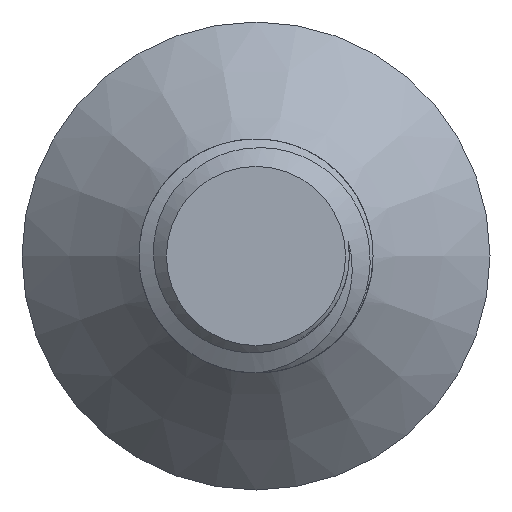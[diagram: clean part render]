
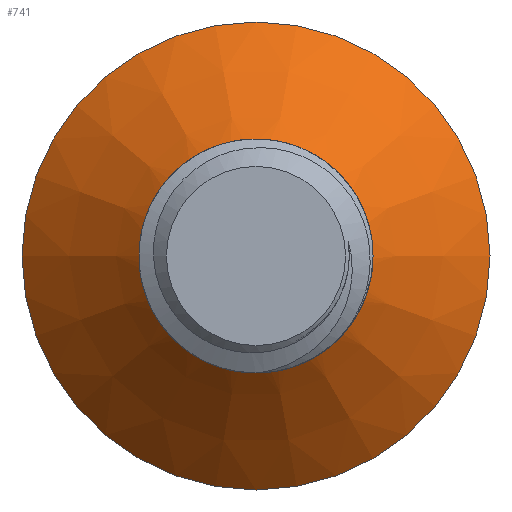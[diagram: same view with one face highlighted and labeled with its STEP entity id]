
A CAD part, left-side view. The second image highlights one B-rep face of the part: STEP entity #741.
In plain terms, the highlighted conical face has half-angle 45 degrees and reference radius 4 mm.
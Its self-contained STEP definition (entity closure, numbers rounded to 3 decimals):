
#38=CONICAL_SURFACE('',#804,4.,0.785);
#69=FACE_OUTER_BOUND('',#114,.T.);
#114=EDGE_LOOP('',(#559,#560,#561,#562,#563,#564,#565,#566));
#136=CIRCLE('',#778,4.);
#139=CIRCLE('',#805,8.);
#140=CIRCLE('',#806,3.188);
#195=B_SPLINE_CURVE_WITH_KNOTS('',3,(#2722,#2723,#2724,#2725,#2726,#2727,
#2728,#2729,#2730,#2731,#2732,#2733,#2734,#2735,#2736,#2737),
 .UNSPECIFIED.,.F.,.F.,(4,2,2,2,2,2,2,4),(1.128,1.216,
1.395,1.6,1.827,2.086,2.252,
2.42),.UNSPECIFIED.);
#196=B_SPLINE_CURVE_WITH_KNOTS('',3,(#2739,#2740,#2741,#2742,#2743,#2744,
#2745,#2746,#2747,#2748,#2749,#2750,#2751,#2752),.UNSPECIFIED.,.F.,.F.,
(4,2,2,2,2,2,4),(0.,0.087,0.172,0.284,
0.371,0.45,0.56),.UNSPECIFIED.);
#197=B_SPLINE_CURVE_WITH_KNOTS('',3,(#2755,#2756,#2757,#2758,#2759,#2760,
#2761,#2762,#2763,#2764,#2765,#2766,#2767,#2768,#2769,#2770,#2771,#2772,
#2773,#2774,#2775,#2776,#2777,#2778,#2779,#2780,#2781,#2782),
 .UNSPECIFIED.,.F.,.F.,(4,2,2,2,2,2,2,2,2,2,2,2,2,4),(0.,
0.084,0.141,0.206,0.282,
0.365,0.462,0.568,0.622,0.734,
0.789,0.914,1.055,1.128),
 .UNSPECIFIED.);
#228=LINE('',#2721,#266);
#266=VECTOR('',#919,4.);
#283=VERTEX_POINT('',#996);
#284=VERTEX_POINT('',#1031);
#333=VERTEX_POINT('',#2718);
#334=VERTEX_POINT('',#2720);
#335=VERTEX_POINT('',#2738);
#336=VERTEX_POINT('',#2753);
#354=EDGE_CURVE('',#284,#283,#136,.T.);
#425=EDGE_CURVE('',#333,#333,#139,.T.);
#426=EDGE_CURVE('',#333,#334,#228,.T.);
#427=EDGE_CURVE('',#334,#284,#195,.T.);
#428=EDGE_CURVE('',#283,#335,#196,.T.);
#429=EDGE_CURVE('',#335,#336,#140,.T.);
#430=EDGE_CURVE('',#336,#334,#197,.T.);
#559=ORIENTED_EDGE('',*,*,#425,.F.);
#560=ORIENTED_EDGE('',*,*,#426,.T.);
#561=ORIENTED_EDGE('',*,*,#427,.T.);
#562=ORIENTED_EDGE('',*,*,#354,.T.);
#563=ORIENTED_EDGE('',*,*,#428,.T.);
#564=ORIENTED_EDGE('',*,*,#429,.T.);
#565=ORIENTED_EDGE('',*,*,#430,.T.);
#566=ORIENTED_EDGE('',*,*,#426,.F.);
#741=ADVANCED_FACE('',(#69),#38,.T.);
#778=AXIS2_PLACEMENT_3D('',#1032,#841,#842);
#804=AXIS2_PLACEMENT_3D('',#2717,#915,#916);
#805=AXIS2_PLACEMENT_3D('',#2719,#917,#918);
#806=AXIS2_PLACEMENT_3D('',#2754,#920,#921);
#841=DIRECTION('center_axis',(0.,0.,1.));
#842=DIRECTION('ref_axis',(0.,-1.,0.));
#915=DIRECTION('center_axis',(0.,0.,1.));
#916=DIRECTION('ref_axis',(0.,-1.,0.));
#917=DIRECTION('center_axis',(0.,0.,1.));
#918=DIRECTION('ref_axis',(0.,-1.,0.));
#919=DIRECTION('',(0.,-0.707,-0.707));
#920=DIRECTION('center_axis',(0.,0.,1.));
#921=DIRECTION('ref_axis',(1.,0.,0.));
#996=CARTESIAN_POINT('',(-0.516,-3.967,-4.4));
#1031=CARTESIAN_POINT('',(-3.17,-2.44,-4.4));
#1032=CARTESIAN_POINT('Origin',(0.,0.,-4.4));
#2717=CARTESIAN_POINT('Origin',(0.,0.,-4.4));
#2718=CARTESIAN_POINT('',(0.,8.,-0.4));
#2719=CARTESIAN_POINT('Origin',(0.,0.,-0.4));
#2720=CARTESIAN_POINT('',(0.,3.719,-4.681));
#2721=CARTESIAN_POINT('',(0.,4.,-4.4));
#2722=CARTESIAN_POINT('Ctrl Pts',(0.,3.719,
-4.681));
#2723=CARTESIAN_POINT('Ctrl Pts',(-0.273,3.727,-4.673));
#2724=CARTESIAN_POINT('Ctrl Pts',(-0.531,3.706,-4.664));
#2725=CARTESIAN_POINT('Ctrl Pts',(-1.25,3.58,-4.639));
#2726=CARTESIAN_POINT('Ctrl Pts',(-1.71,3.404,-4.622));
#2727=CARTESIAN_POINT('Ctrl Pts',(-2.597,2.847,-4.587));
#2728=CARTESIAN_POINT('Ctrl Pts',(-2.954,2.477,-4.572));
#2729=CARTESIAN_POINT('Ctrl Pts',(-3.502,1.698,-4.54));
#2730=CARTESIAN_POINT('Ctrl Pts',(-3.708,1.236,-4.523));
#2731=CARTESIAN_POINT('Ctrl Pts',(-3.948,0.19,-4.488));
#2732=CARTESIAN_POINT('Ctrl Pts',(-3.94,-0.338,
-4.473));
#2733=CARTESIAN_POINT('Ctrl Pts',(-3.81,-1.09,-4.448));
#2734=CARTESIAN_POINT('Ctrl Pts',(-3.726,-1.376,-4.439));
#2735=CARTESIAN_POINT('Ctrl Pts',(-3.495,-1.93,-4.419));
#2736=CARTESIAN_POINT('Ctrl Pts',(-3.347,-2.194,-4.409));
#2737=CARTESIAN_POINT('Ctrl Pts',(-3.17,-2.44,-4.4));
#2738=CARTESIAN_POINT('',(-3.062,0.888,-5.212));
#2739=CARTESIAN_POINT('Ctrl Pts',(-0.516,-3.967,
-4.4));
#2740=CARTESIAN_POINT('Ctrl Pts',(-0.797,-3.896,-4.434));
#2741=CARTESIAN_POINT('Ctrl Pts',(-1.069,-3.795,-4.468));
#2742=CARTESIAN_POINT('Ctrl Pts',(-1.575,-3.537,-4.538));
#2743=CARTESIAN_POINT('Ctrl Pts',(-1.809,-3.384,-4.573));
#2744=CARTESIAN_POINT('Ctrl Pts',(-2.312,-2.971,-4.654));
#2745=CARTESIAN_POINT('Ctrl Pts',(-2.661,-2.616,-4.711));
#2746=CARTESIAN_POINT('Ctrl Pts',(-3.139,-1.735,-4.84));
#2747=CARTESIAN_POINT('Ctrl Pts',(-3.273,-1.315,-4.9));
#2748=CARTESIAN_POINT('Ctrl Pts',(-3.373,-0.488,
-5.014));
#2749=CARTESIAN_POINT('Ctrl Pts',(-3.345,-0.168,-5.057));
#2750=CARTESIAN_POINT('Ctrl Pts',(-3.271,0.335,-5.126));
#2751=CARTESIAN_POINT('Ctrl Pts',(-3.186,0.62,-5.168));
#2752=CARTESIAN_POINT('Ctrl Pts',(-3.062,0.888,-5.212));
#2753=CARTESIAN_POINT('',(-2.793,-1.537,-5.212));
#2754=CARTESIAN_POINT('Origin',(0.,0.,-5.212));
#2755=CARTESIAN_POINT('Ctrl Pts',(-2.793,-1.537,-5.212));
#2756=CARTESIAN_POINT('Ctrl Pts',(-2.669,-1.786,-5.201));
#2757=CARTESIAN_POINT('Ctrl Pts',(-2.512,-2.018,-5.19));
#2758=CARTESIAN_POINT('Ctrl Pts',(-2.2,-2.37,-5.172));
#2759=CARTESIAN_POINT('Ctrl Pts',(-1.99,-2.582,-5.161));
#2760=CARTESIAN_POINT('Ctrl Pts',(-1.338,-3.012,-5.13));
#2761=CARTESIAN_POINT('Ctrl Pts',(-0.951,-3.173,
-5.114));
#2762=CARTESIAN_POINT('Ctrl Pts',(-0.068,-3.355,
-5.079));
#2763=CARTESIAN_POINT('Ctrl Pts',(0.38,-3.338,-5.064));
#2764=CARTESIAN_POINT('Ctrl Pts',(1.187,-3.18,-5.033));
#2765=CARTESIAN_POINT('Ctrl Pts',(1.588,-3.019,-5.016));
#2766=CARTESIAN_POINT('Ctrl Pts',(2.37,-2.514,-4.981));
#2767=CARTESIAN_POINT('Ctrl Pts',(2.686,-2.178,-4.966));
#2768=CARTESIAN_POINT('Ctrl Pts',(3.164,-1.481,-4.935));
#2769=CARTESIAN_POINT('Ctrl Pts',(3.342,-1.072,-4.918));
#2770=CARTESIAN_POINT('Ctrl Pts',(3.488,-0.422,-4.894));
#2771=CARTESIAN_POINT('Ctrl Pts',(3.515,-0.201,-4.886));
#2772=CARTESIAN_POINT('Ctrl Pts',(3.534,0.499,-4.862));
#2773=CARTESIAN_POINT('Ctrl Pts',(3.452,0.97,-4.845));
#2774=CARTESIAN_POINT('Ctrl Pts',(3.198,1.625,-4.82));
#2775=CARTESIAN_POINT('Ctrl Pts',(3.095,1.831,-4.812));
#2776=CARTESIAN_POINT('Ctrl Pts',(2.688,2.475,-4.785));
#2777=CARTESIAN_POINT('Ctrl Pts',(2.336,2.812,-4.769));
#2778=CARTESIAN_POINT('Ctrl Pts',(1.598,3.329,-4.738));
#2779=CARTESIAN_POINT('Ctrl Pts',(1.159,3.524,-4.721));
#2780=CARTESIAN_POINT('Ctrl Pts',(0.456,3.684,-4.696));
#2781=CARTESIAN_POINT('Ctrl Pts',(0.223,3.711,-4.689));
#2782=CARTESIAN_POINT('Ctrl Pts',(0.,3.719,
-4.681));
